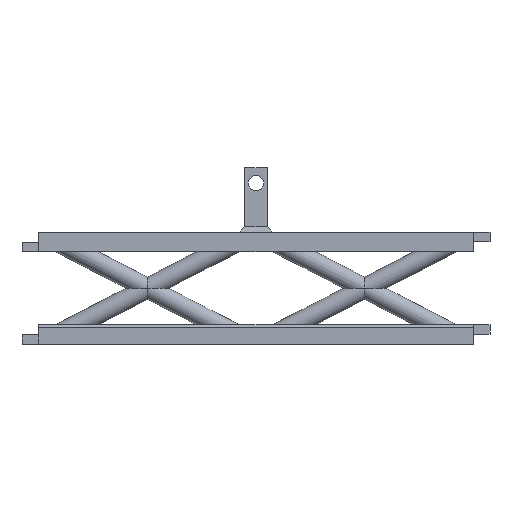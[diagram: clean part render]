
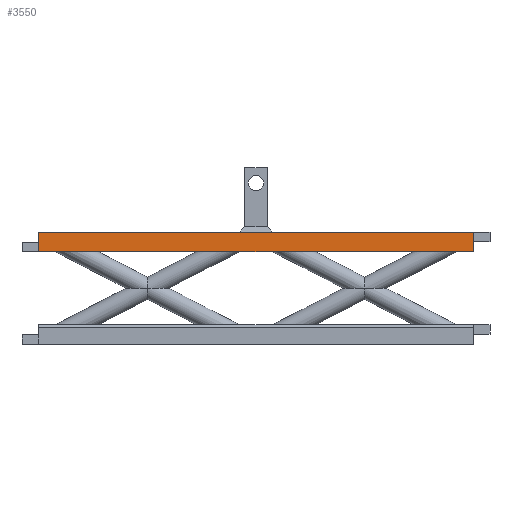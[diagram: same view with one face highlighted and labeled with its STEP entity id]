
A CAD part, left-side view. The second image highlights one B-rep face of the part: STEP entity #3550.
In plain terms, the highlighted planar face has unit normal (-1, 0, 0).
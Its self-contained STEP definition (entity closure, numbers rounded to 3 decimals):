
#408=FACE_OUTER_BOUND('',#614,.T.);
#614=EDGE_LOOP('',(#2921,#2922,#2923,#2924,#2925,#2926,#2927,#2928));
#766=LINE('',#5320,#1114);
#907=LINE('',#5674,#1255);
#950=LINE('',#5777,#1298);
#958=LINE('',#5795,#1306);
#968=LINE('',#5841,#1316);
#969=LINE('',#5844,#1317);
#973=LINE('',#5861,#1321);
#975=LINE('',#5868,#1323);
#1114=VECTOR('',#4176,10.);
#1255=VECTOR('',#4517,10.);
#1298=VECTOR('',#4630,10.);
#1306=VECTOR('',#4650,10.);
#1316=VECTOR('',#4704,10.);
#1317=VECTOR('',#4707,10.);
#1321=VECTOR('',#4731,10.);
#1323=VECTOR('',#4741,10.);
#1457=VERTEX_POINT('',#5317);
#1458=VERTEX_POINT('',#5319);
#1571=VERTEX_POINT('',#5672);
#1595=VERTEX_POINT('',#5774);
#1596=VERTEX_POINT('',#5776);
#1609=VERTEX_POINT('',#5819);
#1615=VERTEX_POINT('',#5843);
#1618=VERTEX_POINT('',#5859);
#1795=EDGE_CURVE('',#1458,#1457,#766,.T.);
#1972=EDGE_CURVE('',#1571,#1457,#907,.T.);
#2024=EDGE_CURVE('',#1595,#1596,#950,.T.);
#2034=EDGE_CURVE('',#1595,#1458,#958,.T.);
#2059=EDGE_CURVE('',#1596,#1609,#968,.T.);
#2060=EDGE_CURVE('',#1609,#1615,#969,.T.);
#2069=EDGE_CURVE('',#1618,#1571,#973,.T.);
#2074=EDGE_CURVE('',#1615,#1618,#975,.T.);
#2921=ORIENTED_EDGE('',*,*,#2034,.T.);
#2922=ORIENTED_EDGE('',*,*,#1795,.T.);
#2923=ORIENTED_EDGE('',*,*,#1972,.F.);
#2924=ORIENTED_EDGE('',*,*,#2069,.F.);
#2925=ORIENTED_EDGE('',*,*,#2074,.F.);
#2926=ORIENTED_EDGE('',*,*,#2060,.F.);
#2927=ORIENTED_EDGE('',*,*,#2059,.F.);
#2928=ORIENTED_EDGE('',*,*,#2024,.F.);
#3395=PLANE('',#3844);
#3550=ADVANCED_FACE('',(#408),#3395,.T.);
#3844=AXIS2_PLACEMENT_3D('',#5881,#4762,#4763);
#4176=DIRECTION('',(0.,1.,0.));
#4517=DIRECTION('',(0.,0.,1.));
#4630=DIRECTION('',(0.,1.,0.));
#4650=DIRECTION('',(0.,0.,1.));
#4704=DIRECTION('',(0.,1.,0.));
#4707=DIRECTION('',(0.,1.,0.));
#4731=DIRECTION('',(0.,1.,0.));
#4741=DIRECTION('',(0.,1.,0.));
#4762=DIRECTION('center_axis',(-1.,0.,0.));
#4763=DIRECTION('ref_axis',(0.,0.,1.));
#5317=CARTESIAN_POINT('',(0.,155.,40.));
#5319=CARTESIAN_POINT('',(0.,0.,40.));
#5320=CARTESIAN_POINT('',(0.,0.,40.));
#5672=CARTESIAN_POINT('',(0.,155.,33.));
#5674=CARTESIAN_POINT('',(0.,155.,33.));
#5774=CARTESIAN_POINT('',(0.,0.,33.));
#5776=CARTESIAN_POINT('',(0.,13.618,33.));
#5777=CARTESIAN_POINT('',(0.,0.,33.));
#5795=CARTESIAN_POINT('',(0.,0.,33.));
#5819=CARTESIAN_POINT('',(0.,63.882,33.));
#5841=CARTESIAN_POINT('',(0.,0.,33.));
#5843=CARTESIAN_POINT('',(0.,91.118,33.));
#5844=CARTESIAN_POINT('',(0.,0.,33.));
#5859=CARTESIAN_POINT('',(0.,141.382,33.));
#5861=CARTESIAN_POINT('',(0.,0.,33.));
#5868=CARTESIAN_POINT('',(0.,0.,33.));
#5881=CARTESIAN_POINT('Origin',(0.,0.,33.));
